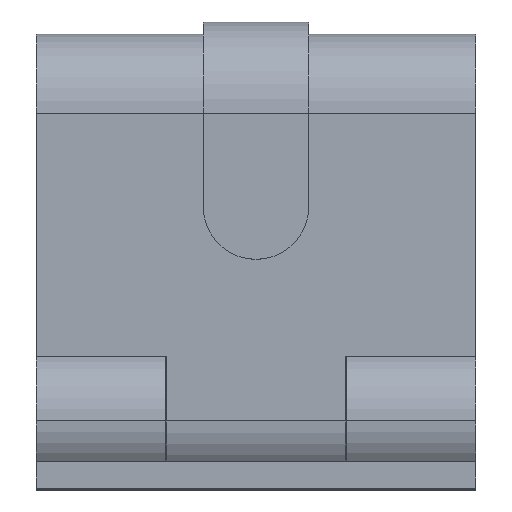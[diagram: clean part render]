
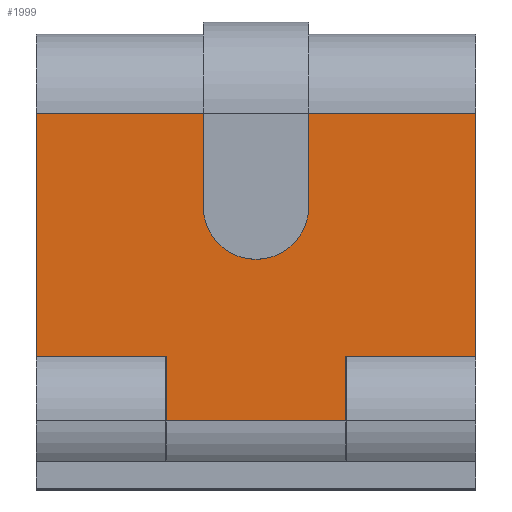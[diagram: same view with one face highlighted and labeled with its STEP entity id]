
A CAD part, top view. The second image highlights one B-rep face of the part: STEP entity #1999.
In plain terms, the highlighted planar face has unit normal (0, 0, 1).
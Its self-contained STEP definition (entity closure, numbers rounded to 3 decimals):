
#77 = ORIENTED_EDGE ( 'NONE', *, *, #1964, .T. ) ;
#78 = ORIENTED_EDGE ( 'NONE', *, *, #2131, .T. ) ;
#1023 = CARTESIAN_POINT ( 'NONE',  ( 0., 9.185, 3.85 ) ) ;
#1024 = DIRECTION ( 'NONE',  ( 0., 1., 0. ) ) ;
#1025 = DIRECTION ( 'NONE',  ( 0., 0., -1. ) ) ;
#1026 = CARTESIAN_POINT ( 'NONE',  ( 0., 12.185, 3.85 ) ) ;
#1027 = AXIS2_PLACEMENT_3D ( 'NONE', #1026, #1025, #1024 ) ;
#1028 = CIRCLE ( 'NONE', #1027, 3. ) ;
#1029 = CARTESIAN_POINT ( 'NONE',  ( 3., 12.185, 3.85 ) ) ;
#1030 = DIRECTION ( 'NONE',  ( 0., -1., 0. ) ) ;
#1031 = VECTOR ( 'NONE', #1030, 1000. ) ;
#1032 = CARTESIAN_POINT ( 'NONE',  ( 3., 17.488, 3.85 ) ) ;
#1036 = LINE ( 'NONE', #1032, #1031 ) ;
#1069 = CARTESIAN_POINT ( 'NONE',  ( -5.1, 0., 3.85 ) ) ;
#1070 = DIRECTION ( 'NONE',  ( 0., -1., 0. ) ) ;
#1071 = VECTOR ( 'NONE', #1070, 1000. ) ;
#1072 = CARTESIAN_POINT ( 'NONE',  ( 5.1, -3.85, 3.85 ) ) ;
#1073 = LINE ( 'NONE', #1072, #1071 ) ;
#1078 = DIRECTION ( 'NONE',  ( -1., 0., 0. ) ) ;
#1079 = VECTOR ( 'NONE', #1078, 1000. ) ;
#1080 = CARTESIAN_POINT ( 'NONE',  ( 12.5, 17.488, 3.85 ) ) ;
#1081 = LINE ( 'NONE', #1080, #1079 ) ;
#1088 = CARTESIAN_POINT ( 'NONE',  ( 5.1, 3.65, 3.85 ) ) ;
#1089 = DIRECTION ( 'NONE',  ( -1., 0., 0. ) ) ;
#1090 = VECTOR ( 'NONE', #1089, 1000. ) ;
#1091 = CARTESIAN_POINT ( 'NONE',  ( 5.1, 3.65, 3.85 ) ) ;
#1092 = LINE ( 'NONE', #1091, #1090 ) ;
#1093 = CARTESIAN_POINT ( 'NONE',  ( -3., 17.488, 3.85 ) ) ;
#1094 = DIRECTION ( 'NONE',  ( 0., 1., 0. ) ) ;
#1095 = DIRECTION ( 'NONE',  ( 0., 0., -1. ) ) ;
#1096 = CARTESIAN_POINT ( 'NONE',  ( 12.5, 17.488, 3.85 ) ) ;
#1097 = AXIS2_PLACEMENT_3D ( 'NONE', #1096, #1095, #1094 ) ;
#1098 = PLANE ( 'NONE',  #1097 ) ;
#1099 = FACE_OUTER_BOUND ( 'NONE', #2004, .T. ) ;
#1128 = CARTESIAN_POINT ( 'NONE',  ( 5.1, 0., 3.85 ) ) ;
#1129 = DIRECTION ( 'NONE',  ( -1., 0., 0. ) ) ;
#1130 = VECTOR ( 'NONE', #1129, 1000. ) ;
#1131 = CARTESIAN_POINT ( 'NONE',  ( 12.5, 0., 3.85 ) ) ;
#1132 = LINE ( 'NONE', #1131, #1130 ) ;
#1232 = DIRECTION ( 'NONE',  ( -1., 0., 0. ) ) ;
#1233 = VECTOR ( 'NONE', #1232, 1000. ) ;
#1234 = CARTESIAN_POINT ( 'NONE',  ( -12.5, 3.65, 3.85 ) ) ;
#1235 = LINE ( 'NONE', #1234, #1233 ) ;
#1241 = DIRECTION ( 'NONE',  ( 0., -1., 0. ) ) ;
#1242 = VECTOR ( 'NONE', #1241, 1000. ) ;
#1243 = CARTESIAN_POINT ( 'NONE',  ( -3., 17.488, 3.85 ) ) ;
#1244 = LINE ( 'NONE', #1243, #1242 ) ;
#1246 = DIRECTION ( 'NONE',  ( 0., 1., 0. ) ) ;
#1247 = VECTOR ( 'NONE', #1246, 1000. ) ;
#1248 = CARTESIAN_POINT ( 'NONE',  ( -5.1, -3.85, 3.85 ) ) ;
#1249 = LINE ( 'NONE', #1248, #1247 ) ;
#1250 = CARTESIAN_POINT ( 'NONE',  ( -5.1, 3.65, 3.85 ) ) ;
#1251 = CARTESIAN_POINT ( 'NONE',  ( -3., 12.185, 3.85 ) ) ;
#1277 = DIRECTION ( 'NONE',  ( 0., 1., 0. ) ) ;
#1278 = DIRECTION ( 'NONE',  ( 0., 0., -1. ) ) ;
#1279 = CARTESIAN_POINT ( 'NONE',  ( 0., 12.185, 3.85 ) ) ;
#1280 = AXIS2_PLACEMENT_3D ( 'NONE', #1279, #1278, #1277 ) ;
#1281 = CIRCLE ( 'NONE', #1280, 3. ) ;
#1310 = DIRECTION ( 'NONE',  ( -1., 0., 0. ) ) ;
#1311 = VECTOR ( 'NONE', #1310, 1000. ) ;
#1312 = CARTESIAN_POINT ( 'NONE',  ( 12.5, 17.488, 3.85 ) ) ;
#1313 = LINE ( 'NONE', #1312, #1311 ) ;
#1324 = CARTESIAN_POINT ( 'NONE',  ( 12.5, 17.488, 3.85 ) ) ;
#1327 = CARTESIAN_POINT ( 'NONE',  ( 3., 17.488, 3.85 ) ) ;
#1383 = CARTESIAN_POINT ( 'NONE',  ( 12.5, 3.65, 3.85 ) ) ;
#1434 = CARTESIAN_POINT ( 'NONE',  ( -12.5, 17.488, 3.85 ) ) ;
#1435 = DIRECTION ( 'NONE',  ( 0., -1., 0. ) ) ;
#1436 = VECTOR ( 'NONE', #1435, 1000. ) ;
#1437 = CARTESIAN_POINT ( 'NONE',  ( 12.5, 17.488, 3.85 ) ) ;
#1438 = LINE ( 'NONE', #1437, #1436 ) ;
#1453 = CARTESIAN_POINT ( 'NONE',  ( -12.5, 3.65, 3.85 ) ) ;
#1482 = DIRECTION ( 'NONE',  ( 0., -1., 0. ) ) ;
#1483 = VECTOR ( 'NONE', #1482, 1000. ) ;
#1484 = CARTESIAN_POINT ( 'NONE',  ( -12.5, 17.488, 3.85 ) ) ;
#1485 = LINE ( 'NONE', #1484, #1483 ) ;
#1964 = EDGE_CURVE ( 'NONE', #2123, #1965, #1036, .T. ) ;
#1965 = VERTEX_POINT ( 'NONE', #1029 ) ;
#1966 = EDGE_CURVE ( 'NONE', #1965, #1968, #1028, .T. ) ;
#1968 = VERTEX_POINT ( 'NONE', #1023 ) ;
#1970 = ORIENTED_EDGE ( 'NONE', *, *, #1966, .T. ) ;
#1996 = ORIENTED_EDGE ( 'NONE', *, *, #2017, .F. ) ;
#1999 = ADVANCED_FACE ( 'NONE', ( #1099 ), #1098, .F. ) ;
#2000 = VERTEX_POINT ( 'NONE', #1093 ) ;
#2001 = EDGE_CURVE ( 'NONE', #2152, #2005, #1092, .T. ) ;
#2002 = ORIENTED_EDGE ( 'NONE', *, *, #2209, .F. ) ;
#2004 = EDGE_LOOP ( 'NONE', ( #1996, #2015, #2006, #2002, #78, #77, #1970, #2110, #2112, #2096, #2098, #2100, #2092 ) ) ;
#2005 = VERTEX_POINT ( 'NONE', #1088 ) ;
#2006 = ORIENTED_EDGE ( 'NONE', *, *, #2001, .F. ) ;
#2009 = EDGE_CURVE ( 'NONE', #2000, #2210, #1081, .T. ) ;
#2012 = EDGE_CURVE ( 'NONE', #2005, #2019, #1073, .T. ) ;
#2014 = VERTEX_POINT ( 'NONE', #1069 ) ;
#2015 = ORIENTED_EDGE ( 'NONE', *, *, #2012, .F. ) ;
#2017 = EDGE_CURVE ( 'NONE', #2019, #2014, #1132, .T. ) ;
#2019 = VERTEX_POINT ( 'NONE', #1128 ) ;
#2089 = VERTEX_POINT ( 'NONE', #1251 ) ;
#2090 = VERTEX_POINT ( 'NONE', #1250 ) ;
#2091 = EDGE_CURVE ( 'NONE', #2014, #2090, #1249, .T. ) ;
#2092 = ORIENTED_EDGE ( 'NONE', *, *, #2091, .F. ) ;
#2096 = ORIENTED_EDGE ( 'NONE', *, *, #2009, .T. ) ;
#2097 = EDGE_CURVE ( 'NONE', #2000, #2089, #1244, .T. ) ;
#2098 = ORIENTED_EDGE ( 'NONE', *, *, #2214, .T. ) ;
#2100 = ORIENTED_EDGE ( 'NONE', *, *, #2102, .F. ) ;
#2102 = EDGE_CURVE ( 'NONE', #2090, #2191, #1235, .T. ) ;
#2110 = ORIENTED_EDGE ( 'NONE', *, *, #2111, .T. ) ;
#2111 = EDGE_CURVE ( 'NONE', #1968, #2089, #1281, .T. ) ;
#2112 = ORIENTED_EDGE ( 'NONE', *, *, #2097, .F. ) ;
#2123 = VERTEX_POINT ( 'NONE', #1327 ) ;
#2126 = VERTEX_POINT ( 'NONE', #1324 ) ;
#2131 = EDGE_CURVE ( 'NONE', #2126, #2123, #1313, .T. ) ;
#2152 = VERTEX_POINT ( 'NONE', #1383 ) ;
#2191 = VERTEX_POINT ( 'NONE', #1453 ) ;
#2209 = EDGE_CURVE ( 'NONE', #2126, #2152, #1438, .T. ) ;
#2210 = VERTEX_POINT ( 'NONE', #1434 ) ;
#2214 = EDGE_CURVE ( 'NONE', #2210, #2191, #1485, .T. ) ;
